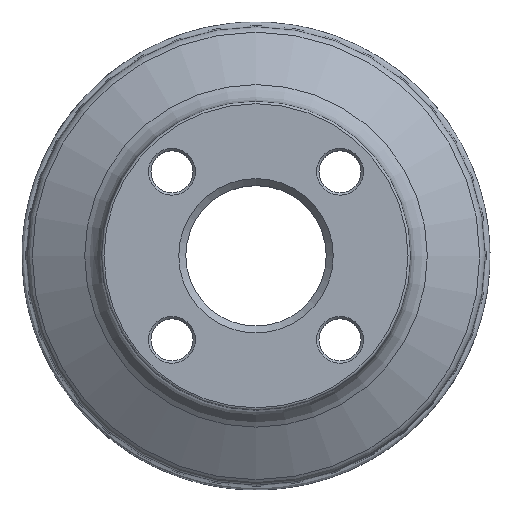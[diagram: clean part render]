
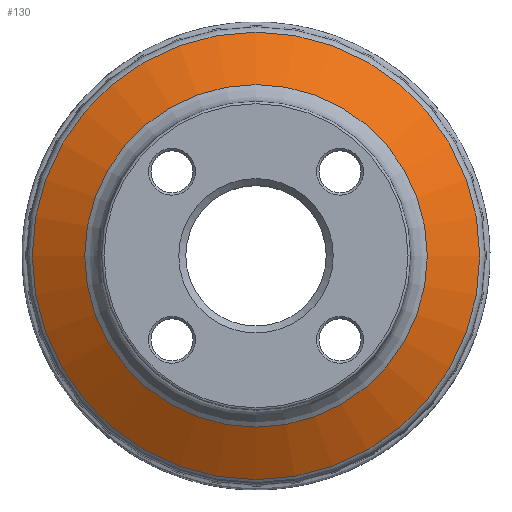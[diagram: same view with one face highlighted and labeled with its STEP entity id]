
A CAD part, top view. The second image highlights one B-rep face of the part: STEP entity #130.
In plain terms, the highlighted conical face has half-angle 58.801 degrees and reference radius 73.23 mm.
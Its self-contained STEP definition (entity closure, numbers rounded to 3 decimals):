
#130=ADVANCED_FACE('S5',(#196,#197),#169,.T.);
#169=CONICAL_SURFACE('',#753,73.23,58.801);
#196=FACE_BOUND('',#285,.T.);
#197=FACE_BOUND('',#286,.T.);
#285=EDGE_LOOP('',(#373));
#286=EDGE_LOOP('',(#374));
#373=ORIENTED_EDGE('',*,*,#506,.T.);
#374=ORIENTED_EDGE('',*,*,#507,.T.);
#461=VERTEX_POINT('',#1088);
#462=VERTEX_POINT('',#1090);
#506=EDGE_CURVE('',#461,#461,#550,.T.);
#507=EDGE_CURVE('',#462,#462,#551,.T.);
#550=CIRCLE('',#751,95.668);
#551=CIRCLE('',#752,73.23);
#751=AXIS2_PLACEMENT_3D('',#1087,#891,#892);
#752=AXIS2_PLACEMENT_3D('',#1089,#893,#894);
#753=AXIS2_PLACEMENT_3D('',#1091,#895,#896);
#891=DIRECTION('',(0.,0.,1.));
#892=DIRECTION('',(1.,0.,0.));
#893=DIRECTION('',(0.,0.,-1.));
#894=DIRECTION('',(-1.,0.,0.));
#895=DIRECTION('',(0.,0.,-1.));
#896=DIRECTION('',(-1.,0.,0.));
#1087=CARTESIAN_POINT('',(0.,0.,-40.919));
#1088=CARTESIAN_POINT('',(95.668,0.,-40.919));
#1089=CARTESIAN_POINT('',(0.,0.,-27.331));
#1090=CARTESIAN_POINT('',(-73.23,0.,-27.331));
#1091=CARTESIAN_POINT('',(0.,0.,-27.331));
